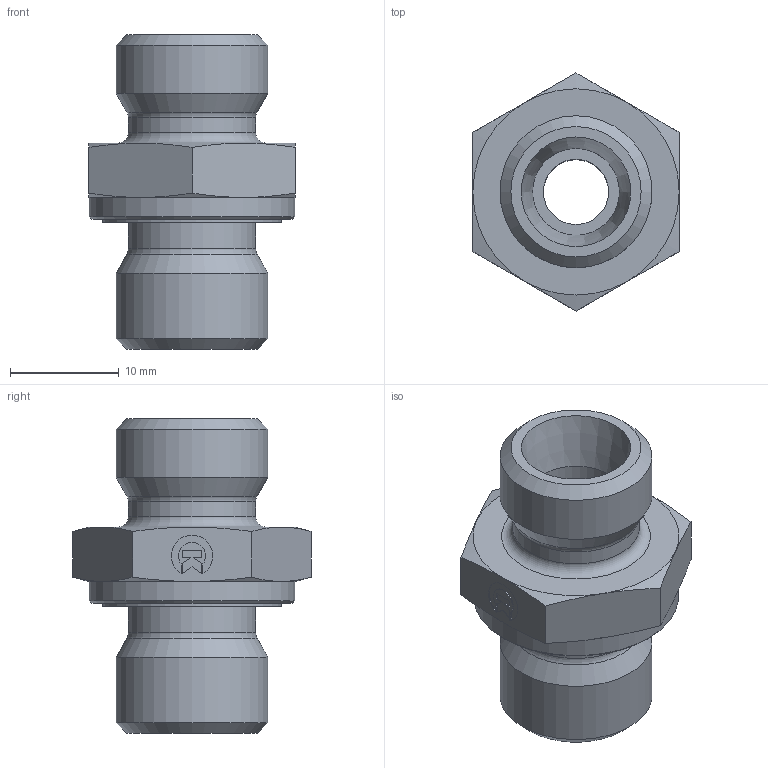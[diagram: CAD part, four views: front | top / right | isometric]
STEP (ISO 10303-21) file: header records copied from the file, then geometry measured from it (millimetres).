
FILE_DESCRIPTION((''),'2;1');
FILE_NAME('094081414.stp','2014-07-29T15:57:10',(''),('KNOMI spol. s r. o.'),'Autodesk Inventor 2012','Autodesk Inventor 2012','');
FILE_SCHEMA(('AUTOMOTIVE_DESIGN { 1 2 10303 214 0 1 1 1 }'));
Length unit declared in the file: millimetre
Products named in the file (3): PHEM2 8LM14  M14x1.5/M14x1; 095 08 1414; 609141414
Assembly tree (2 placements, depth 2):
  PHEM2 8LM14  M14x1.5/M14x1
    095 08 1414
    609141414
Bounding box: 19.01 x 21.94 x 29 mm (x, y, z)
Volume: 4082 mm3; surface area: 2953.6 mm2
Topology: 2 solids, 2 shells, 91 faces, 211 edges, 133 vertices
Faces by surface type: plane 45, cone 27, cylinder 14, torus 5
Full cylindrical faces by diameter (mm): 6 x1, 8 x1, 11.6 x1, 11.7 x2, 14 x2, 16.5 x1, 16.6 x1, 18.9 x1
Entity records: 2577 total; most frequent: CARTESIAN_POINT 482, DIRECTION 398, ORIENTED_EDGE 368, EDGE_CURVE 184, AXIS2_PLACEMENT_3D 154, VERTEX_POINT 130, EDGE_LOOP 128, FACE_OUTER_BOUND 91
